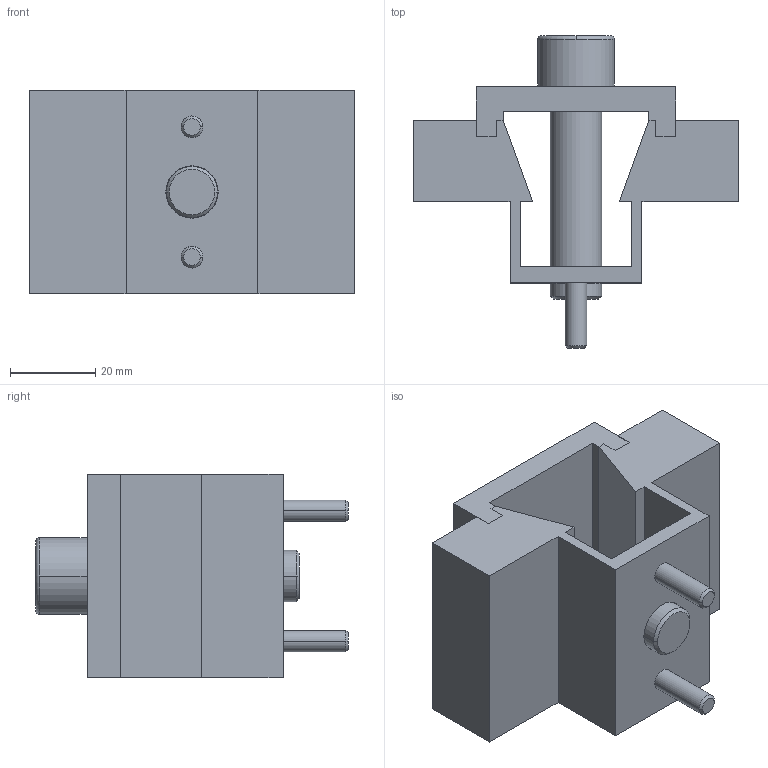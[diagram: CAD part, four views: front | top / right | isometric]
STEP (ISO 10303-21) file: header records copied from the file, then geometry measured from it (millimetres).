
FILE_DESCRIPTION(('STEP AP214'),'1');
FILE_NAME(' ',' ',('TraceParts'),('TraceParts S.A.'),'XStep 1.0',' ',' ');
FILE_SCHEMA(('automotive_design'));
Length unit declared in the file: millimetre
Products named in the file (5): 1; 2; 3; 4; 5
Bounding box: 76.2 x 73.14 x 47.6 mm (x, y, z)
Volume: 74988.1 mm3; surface area: 27901.2 mm2
Topology: 5 solids, 5 shells, 100 faces, 245 edges, 159 vertices
Faces by surface type: plane 68, cylinder 16, cone 14, torus 2
Entity records: 5830 total; most frequent: CARTESIAN_POINT 509, DIRECTION 508, STYLED_ITEM 504, PRESENTATION_STYLE_ASSIGNMENT 504, COLOUR_RGB 504, ORIENTED_EDGE 490, EDGE_CURVE 245, CURVE_STYLE 245
